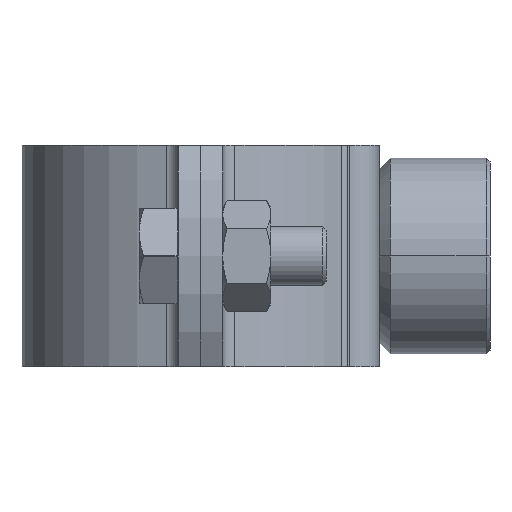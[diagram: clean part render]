
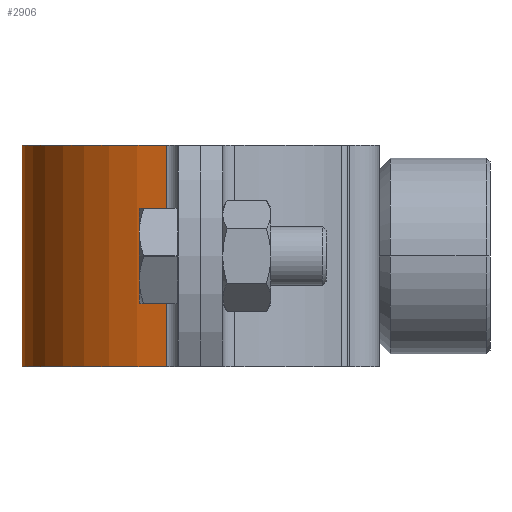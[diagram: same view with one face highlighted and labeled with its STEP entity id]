
A CAD part, left-side view. The second image highlights one B-rep face of the part: STEP entity #2906.
In plain terms, the highlighted cylindrical face has radius 24.2 mm (diameter 48.4 mm), a partial arc.
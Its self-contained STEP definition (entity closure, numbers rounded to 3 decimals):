
#186 = VECTOR ( 'NONE', #2144, 1000. ) ;
#1366 = EDGE_CURVE ( 'NONE', #2720, #3417, #2232, .T. ) ;
#1742 = EDGE_CURVE ( 'NONE', #4222, #3417, #2170, .T. ) ;
#1858 = AXIS2_PLACEMENT_3D ( 'NONE', #4311, #4310, #4309 ) ;
#2026 = AXIS2_PLACEMENT_3D ( 'NONE', #4687, #4685, #4683 ) ;
#2144 = DIRECTION ( 'NONE',  ( 0., 0., -1. ) ) ;
#2149 = CARTESIAN_POINT ( 'NONE',  ( 23.755, -4.618, 15. ) ) ;
#2170 = LINE ( 'NONE', #2149, #186 ) ;
#2232 = CIRCLE ( 'NONE', #2235, 24.2 ) ;
#2235 = AXIS2_PLACEMENT_3D ( 'NONE', #3769, #3764, #3742 ) ;
#2555 = CARTESIAN_POINT ( 'NONE',  ( 23.755, -4.618, 15. ) ) ;
#2653 = EDGE_CURVE ( 'NONE', #3509, #4222, #3606, .T. ) ;
#2720 = VERTEX_POINT ( 'NONE', #4542 ) ;
#2845 = DIRECTION ( 'NONE',  ( 0., 0., -1. ) ) ;
#2849 = CARTESIAN_POINT ( 'NONE',  ( -23.755, -4.618, 15. ) ) ;
#2851 = LINE ( 'NONE', #2849, #5166 ) ;
#2906 = ADVANCED_FACE ( 'NONE', ( #5107 ), #4312, .T. ) ;
#3417 = VERTEX_POINT ( 'NONE', #3716 ) ;
#3433 = EDGE_LOOP ( 'NONE', ( #4464, #4460, #4408, #4354 ) ) ;
#3509 = VERTEX_POINT ( 'NONE', #3622 ) ;
#3606 = CIRCLE ( 'NONE', #2026, 24.2 ) ;
#3622 = CARTESIAN_POINT ( 'NONE',  ( -23.755, -4.618, 15. ) ) ;
#3716 = CARTESIAN_POINT ( 'NONE',  ( 23.755, -4.618, -15. ) ) ;
#3742 = DIRECTION ( 'NONE',  ( 1., 0., 0. ) ) ;
#3764 = DIRECTION ( 'NONE',  ( 0., 0., 1. ) ) ;
#3769 = CARTESIAN_POINT ( 'NONE',  ( 0., 0., -15. ) ) ;
#4012 = EDGE_CURVE ( 'NONE', #3509, #2720, #2851, .T. ) ;
#4222 = VERTEX_POINT ( 'NONE', #2555 ) ;
#4309 = DIRECTION ( 'NONE',  ( -1., 0., 0. ) ) ;
#4310 = DIRECTION ( 'NONE',  ( 0., 0., -1. ) ) ;
#4311 = CARTESIAN_POINT ( 'NONE',  ( 0., 0., 15. ) ) ;
#4312 = CYLINDRICAL_SURFACE ( 'NONE', #1858, 24.2 ) ;
#4354 = ORIENTED_EDGE ( 'NONE', *, *, #4012, .T. ) ;
#4408 = ORIENTED_EDGE ( 'NONE', *, *, #2653, .F. ) ;
#4460 = ORIENTED_EDGE ( 'NONE', *, *, #1742, .F. ) ;
#4464 = ORIENTED_EDGE ( 'NONE', *, *, #1366, .T. ) ;
#4542 = CARTESIAN_POINT ( 'NONE',  ( -23.755, -4.618, -15. ) ) ;
#4683 = DIRECTION ( 'NONE',  ( 1., 0., 0. ) ) ;
#4685 = DIRECTION ( 'NONE',  ( 0., 0., 1. ) ) ;
#4687 = CARTESIAN_POINT ( 'NONE',  ( 0., 0., 15. ) ) ;
#5107 = FACE_OUTER_BOUND ( 'NONE', #3433, .T. ) ;
#5166 = VECTOR ( 'NONE', #2845, 1000. ) ;
